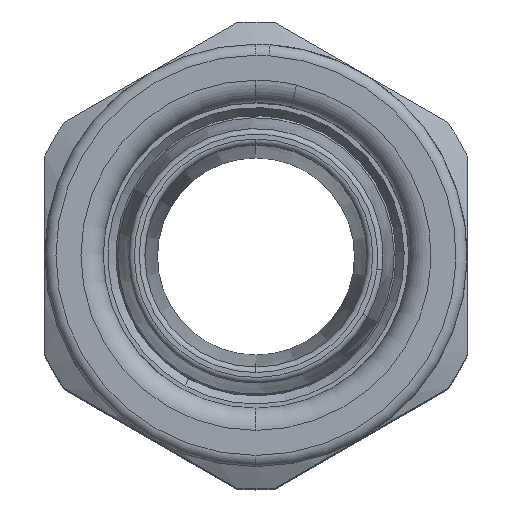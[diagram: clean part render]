
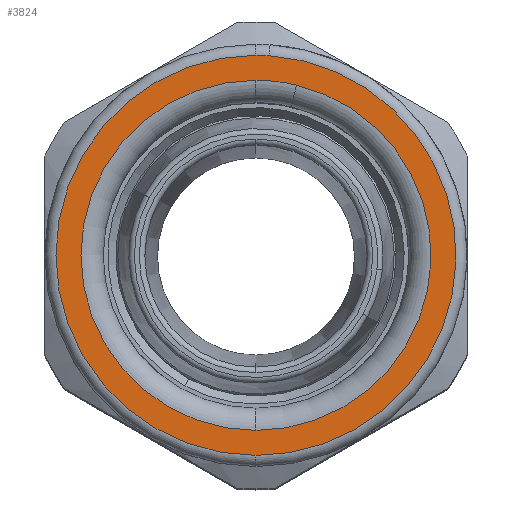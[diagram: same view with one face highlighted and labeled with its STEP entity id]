
A CAD part, top view. The second image highlights one B-rep face of the part: STEP entity #3824.
In plain terms, the highlighted planar face has unit normal (0, 0, 1).
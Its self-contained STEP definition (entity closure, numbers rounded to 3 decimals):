
#3688=AXIS2_PLACEMENT_3D('Circle Axis2P3D',#3686,#3687,$) ;
#3705=AXIS2_PLACEMENT_3D('Circle Axis2P3D',#3703,#3704,$) ;
#3729=AXIS2_PLACEMENT_3D('Circle Axis2P3D',#3727,#3728,$) ;
#3791=AXIS2_PLACEMENT_3D('Plane Axis2P3D',#3788,#3789,#3790) ;
#3800=AXIS2_PLACEMENT_3D('Circle Axis2P3D',#3798,#3799,$) ;
#3809=AXIS2_PLACEMENT_3D('Circle Axis2P3D',#3807,#3808,$) ;
#3816=AXIS2_PLACEMENT_3D('Circle Axis2P3D',#3814,#3815,$) ;
#3676=CARTESIAN_POINT('Vertex',(20.199,38.96,84.4)) ;
#3683=CARTESIAN_POINT('Vertex',(19.,39.,84.4)) ;
#3686=CARTESIAN_POINT('Axis2P3D Location',(19.,21.,84.4)) ;
#3703=CARTESIAN_POINT('Axis2P3D Location',(19.,21.,84.4)) ;
#3707=CARTESIAN_POINT('Vertex',(19.,3.,84.4)) ;
#3727=CARTESIAN_POINT('Axis2P3D Location',(19.,21.,84.4)) ;
#3788=CARTESIAN_POINT('Axis2P3D Location',(19.,21.,84.4)) ;
#3798=CARTESIAN_POINT('Axis2P3D Location',(19.,21.,84.4)) ;
#3802=CARTESIAN_POINT('Vertex',(22.644,36.323,84.4)) ;
#3804=CARTESIAN_POINT('Vertex',(19.,36.75,84.4)) ;
#3807=CARTESIAN_POINT('Axis2P3D Location',(19.,21.,84.4)) ;
#3811=CARTESIAN_POINT('Vertex',(19.,5.25,84.4)) ;
#3814=CARTESIAN_POINT('Axis2P3D Location',(19.,21.,84.4)) ;
#3687=DIRECTION('Axis2P3D Direction',(0.,0.,1.)) ;
#3704=DIRECTION('Axis2P3D Direction',(0.,0.,1.)) ;
#3728=DIRECTION('Axis2P3D Direction',(0.,0.,1.)) ;
#3789=DIRECTION('Axis2P3D Direction',(0.,0.,1.)) ;
#3790=DIRECTION('Axis2P3D XDirection',(0.,1.,0.)) ;
#3799=DIRECTION('Axis2P3D Direction',(0.,0.,1.)) ;
#3808=DIRECTION('Axis2P3D Direction',(0.,0.,1.)) ;
#3815=DIRECTION('Axis2P3D Direction',(0.,0.,1.)) ;
#3794=ORIENTED_EDGE('',*,*,#3709,.T.) ;
#3795=ORIENTED_EDGE('',*,*,#3690,.T.) ;
#3796=ORIENTED_EDGE('',*,*,#3731,.T.) ;
#3820=ORIENTED_EDGE('',*,*,#3806,.F.) ;
#3821=ORIENTED_EDGE('',*,*,#3813,.F.) ;
#3822=ORIENTED_EDGE('',*,*,#3818,.F.) ;
#3823=FACE_BOUND('',#3819,.T.) ;
#3824=ADVANCED_FACE('PartBody',(#3797,#3823),#3792,.T.) ;
#3689=CIRCLE('generated circle',#3688,18.) ;
#3706=CIRCLE('generated circle',#3705,18.) ;
#3730=CIRCLE('generated circle',#3729,18.) ;
#3801=CIRCLE('generated circle',#3800,15.75) ;
#3810=CIRCLE('generated circle',#3809,15.75) ;
#3817=CIRCLE('generated circle',#3816,15.75) ;
#3690=EDGE_CURVE('',#3677,#3684,#3689,.T.) ;
#3709=EDGE_CURVE('',#3708,#3677,#3706,.T.) ;
#3731=EDGE_CURVE('',#3684,#3708,#3730,.T.) ;
#3806=EDGE_CURVE('',#3803,#3805,#3801,.T.) ;
#3813=EDGE_CURVE('',#3812,#3803,#3810,.T.) ;
#3818=EDGE_CURVE('',#3805,#3812,#3817,.T.) ;
#3793=EDGE_LOOP('',(#3794,#3795,#3796)) ;
#3819=EDGE_LOOP('',(#3820,#3821,#3822)) ;
#3797=FACE_OUTER_BOUND('',#3793,.T.) ;
#3792=PLANE('',#3791) ;
#3677=VERTEX_POINT('',#3676) ;
#3684=VERTEX_POINT('',#3683) ;
#3708=VERTEX_POINT('',#3707) ;
#3803=VERTEX_POINT('',#3802) ;
#3805=VERTEX_POINT('',#3804) ;
#3812=VERTEX_POINT('',#3811) ;
